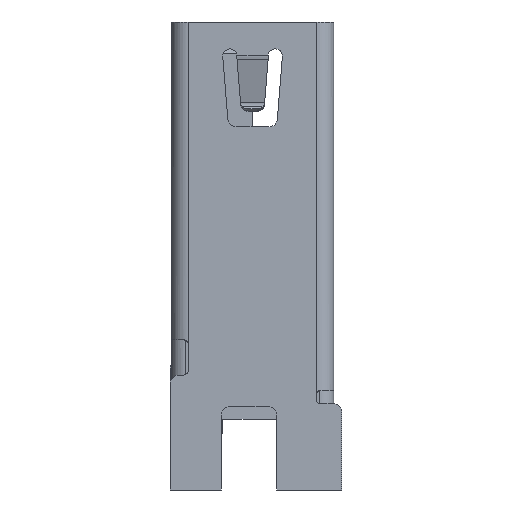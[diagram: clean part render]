
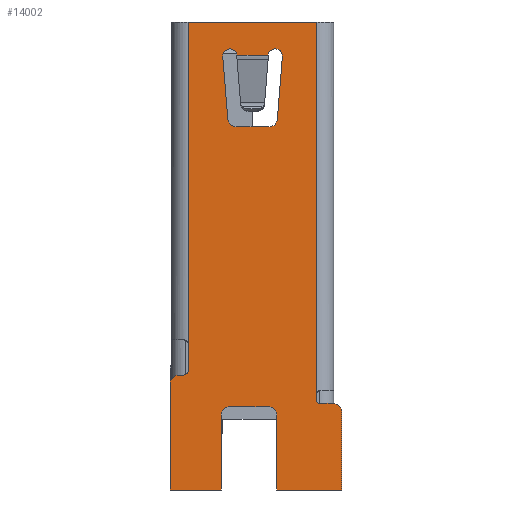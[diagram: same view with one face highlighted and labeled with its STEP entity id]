
A CAD part, left-side view. The second image highlights one B-rep face of the part: STEP entity #14002.
In plain terms, the highlighted planar face has unit normal (-1, 0, 0).
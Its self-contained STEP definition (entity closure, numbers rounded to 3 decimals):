
#1154=DIRECTION('',(0.,0.,-1.));
#1155=VECTOR('',#1154,2.75);
#1156=CARTESIAN_POINT('',(-6.55,-3.15,-13.75));
#1157=LINE('',#1156,#1155);
#1158=DIRECTION('',(0.,0.,1.));
#1159=VECTOR('',#1158,2.64);
#1160=CARTESIAN_POINT('',(-6.55,-0.85,-16.5));
#1161=LINE('',#1160,#1159);
#1162=CARTESIAN_POINT('',(-6.55,-0.55,-13.86));
#1163=DIRECTION('',(-1.,0.,0.));
#1164=DIRECTION('',(0.,-1.,0.));
#1165=AXIS2_PLACEMENT_3D('',#1162,#1163,#1164);
#1167=DIRECTION('',(0.,1.,0.));
#1168=VECTOR('',#1167,1.358);
#1169=CARTESIAN_POINT('',(-6.55,-0.55,-13.56));
#1170=LINE('',#1169,#1168);
#1171=CARTESIAN_POINT('',(-6.55,0.808,-13.86));
#1172=DIRECTION('',(-1.,0.,0.));
#1173=DIRECTION('',(0.,0.,1.));
#1174=AXIS2_PLACEMENT_3D('',#1171,#1172,#1173);
#1176=CARTESIAN_POINT('',(-6.55,2.608,-12.75));
#1177=DIRECTION('',(1.,0.,0.));
#1178=DIRECTION('',(0.,1.,0.));
#1179=AXIS2_PLACEMENT_3D('',#1176,#1177,#1178);
#1181=DIRECTION('',(0.,-1.,0.));
#1182=VECTOR('',#1181,0.148);
#1183=CARTESIAN_POINT('',(-6.55,2.608,-12.45));
#1184=LINE('',#1183,#1182);
#1185=CARTESIAN_POINT('',(-6.55,2.46,-12.25));
#1186=DIRECTION('',(-1.,0.,0.));
#1187=DIRECTION('',(0.,0.,-1.));
#1188=AXIS2_PLACEMENT_3D('',#1185,#1186,#1187);
#1190=DIRECTION('',(0.,0.,1.));
#1191=VECTOR('',#1190,0.85);
#1192=CARTESIAN_POINT('',(-6.55,2.26,-12.25));
#1193=LINE('',#1192,#1191);
#1194=DIRECTION('',(0.,-1.,0.));
#1195=VECTOR('',#1194,4.52);
#1196=CARTESIAN_POINT('',(-6.55,2.26,0.));
#1197=LINE('',#1196,#1195);
#1198=DIRECTION('',(0.,0.,-1.));
#1199=VECTOR('',#1198,13.1);
#1200=CARTESIAN_POINT('',(-6.55,-2.26,0.));
#1201=LINE('',#1200,#1199);
#1202=DIRECTION('',(0.,0.,-1.));
#1203=VECTOR('',#1202,0.25);
#1204=CARTESIAN_POINT('',(-6.55,-2.26,
-13.1));
#1205=LINE('',#1204,#1203);
#1206=CARTESIAN_POINT('',(-6.55,-2.36,-13.35));
#1207=DIRECTION('',(-1.,0.,0.));
#1208=DIRECTION('',(0.,1.,0.));
#1209=AXIS2_PLACEMENT_3D('',#1206,#1207,#1208);
#1211=DIRECTION('',(0.,-1.,0.));
#1212=VECTOR('',#1211,0.49);
#1213=CARTESIAN_POINT('',(-6.55,-2.36,-13.45));
#1214=LINE('',#1213,#1212);
#1215=CARTESIAN_POINT('',(-6.55,-2.85,-13.75));
#1216=DIRECTION('',(1.,0.,0.));
#1217=DIRECTION('',(0.,0.,1.));
#1218=AXIS2_PLACEMENT_3D('',#1215,#1216,#1217);
#1220=DIRECTION('',(0.,-0.08,-0.997));
#1221=VECTOR('',#1220,2.231);
#1222=CARTESIAN_POINT('',(-6.55,1.051,-1.2));
#1223=LINE('',#1222,#1221);
#1224=CARTESIAN_POINT('',(-6.55,0.573,-3.4));
#1225=DIRECTION('',(-1.,0.,0.));
#1226=DIRECTION('',(0.,0.997,-0.08));
#1227=AXIS2_PLACEMENT_3D('',#1224,#1225,#1226);
#1229=DIRECTION('',(0.,-1.,0.));
#1230=VECTOR('',#1229,0.7);
#1231=CARTESIAN_POINT('',(-6.55,0.35,-3.7));
#1232=LINE('',#1231,#1230);
#1233=CARTESIAN_POINT('',(-6.55,-0.573,-3.4));
#1234=DIRECTION('',(-1.,0.,0.));
#1235=DIRECTION('',(0.,0.,-1.));
#1236=AXIS2_PLACEMENT_3D('',#1233,#1234,#1235);
#1238=DIRECTION('',(0.,-0.08,0.997));
#1239=VECTOR('',#1238,2.231);
#1240=CARTESIAN_POINT('',(-6.55,-0.872,-3.424));
#1241=LINE('',#1240,#1239);
#1254=DIRECTION('',(0.,-1.,0.));
#1255=VECTOR('',#1254,2.3);
#1256=CARTESIAN_POINT('',(-6.55,-0.85,-16.5));
#1257=LINE('',#1256,#1255);
#1306=DIRECTION('',(0.,0.,1.));
#1307=VECTOR('',#1306,2.64);
#1308=CARTESIAN_POINT('',(-6.55,1.108,-16.5));
#1309=LINE('',#1308,#1307);
#1318=DIRECTION('',(0.,-1.,0.));
#1319=VECTOR('',#1318,1.8);
#1320=CARTESIAN_POINT('',(-6.55,2.908,-16.5));
#1321=LINE('',#1320,#1319);
#1322=DIRECTION('',(0.,0.,-1.));
#1323=VECTOR('',#1322,3.75);
#1324=CARTESIAN_POINT('',(-6.55,2.908,-12.75));
#1325=LINE('',#1324,#1323);
#6876=DIRECTION('',(0.,0.,-1.));
#6877=VECTOR('',#6876,11.4);
#6878=CARTESIAN_POINT('',(-6.55,2.26,0.));
#6879=LINE('',#6878,#6877);
#6880=CARTESIAN_POINT('',(-6.55,2.26,
-11.4));
#8808=CARTESIAN_POINT('',(-6.55,-0.801,-1.2));
#8809=DIRECTION('',(1.,0.,0.));
#8810=DIRECTION('',(0.,0.989,0.146));
#8811=AXIS2_PLACEMENT_3D('',#8808,#8809,#8810);
#9238=DIRECTION('',(0.,-1.,0.));
#9239=VECTOR('',#9238,1.108);
#9240=CARTESIAN_POINT('',(-6.55,0.554,
-1.163));
#9241=LINE('',#9240,#9239);
#9249=CARTESIAN_POINT('',(-6.55,0.801,-1.2));
#9250=DIRECTION('',(1.,0.,0.));
#9251=DIRECTION('',(0.,1.,0.));
#9252=AXIS2_PLACEMENT_3D('',#9249,#9250,#9251);
#9271=DIRECTION('',(0.,1.,0.));
#9272=VECTOR('',#9271,0.223);
#9273=CARTESIAN_POINT('',(-6.55,0.35,-3.7));
#9274=LINE('',#9273,#9272);
#9283=DIRECTION('',(0.,1.,0.));
#9284=VECTOR('',#9283,0.223);
#9285=CARTESIAN_POINT('',(-6.55,-0.573,-3.7));
#9286=LINE('',#9285,#9284);
#10623=VERTEX_POINT('',#6880);
#10893=CARTESIAN_POINT('',(-6.55,1.051,-1.2));
#10894=CARTESIAN_POINT('',(-6.55,0.872,-3.424));
#10895=VERTEX_POINT('',#10893);
#10896=VERTEX_POINT('',#10894);
#10897=CARTESIAN_POINT('',(-6.55,0.573,-3.7));
#10898=VERTEX_POINT('',#10897);
#10899=CARTESIAN_POINT('',(-6.55,0.35,-3.7));
#10900=VERTEX_POINT('',#10899);
#10901=CARTESIAN_POINT('',(-6.55,-0.35,-3.7));
#10902=VERTEX_POINT('',#10901);
#10903=CARTESIAN_POINT('',(-6.55,-0.573,-3.7));
#10904=VERTEX_POINT('',#10903);
#10905=CARTESIAN_POINT('',(-6.55,-0.872,-3.424));
#10906=VERTEX_POINT('',#10905);
#10907=CARTESIAN_POINT('',(-6.55,-1.051,-1.2));
#10908=VERTEX_POINT('',#10907);
#12566=CARTESIAN_POINT('',(-6.55,-2.26,0.));
#12568=VERTEX_POINT('',#12566);
#12570=CARTESIAN_POINT('',(-6.55,-2.26,
-13.1));
#12572=VERTEX_POINT('',#12570);
#12581=CARTESIAN_POINT('',(-6.55,-2.26,-13.35));
#12583=VERTEX_POINT('',#12581);
#12638=CARTESIAN_POINT('',(-6.55,2.26,-12.25));
#12640=VERTEX_POINT('',#12638);
#12641=CARTESIAN_POINT('',(-6.55,2.46,-12.45));
#12642=VERTEX_POINT('',#12641);
#12645=CARTESIAN_POINT('',(-6.55,-2.85,-13.45));
#12646=CARTESIAN_POINT('',(-6.55,-3.15,-13.75));
#12647=VERTEX_POINT('',#12645);
#12648=VERTEX_POINT('',#12646);
#12649=CARTESIAN_POINT('',(-6.55,-0.85,-13.86));
#12650=CARTESIAN_POINT('',(-6.55,-0.55,-13.56));
#12651=VERTEX_POINT('',#12649);
#12652=VERTEX_POINT('',#12650);
#12653=CARTESIAN_POINT('',(-6.55,0.808,-13.56));
#12654=VERTEX_POINT('',#12653);
#12655=CARTESIAN_POINT('',(-6.55,1.108,-13.86));
#12656=VERTEX_POINT('',#12655);
#12657=CARTESIAN_POINT('',(-6.55,2.908,-12.75));
#12658=CARTESIAN_POINT('',(-6.55,2.608,-12.45));
#12659=VERTEX_POINT('',#12657);
#12660=VERTEX_POINT('',#12658);
#12661=CARTESIAN_POINT('',(-6.55,2.26,0.));
#12662=VERTEX_POINT('',#12661);
#12663=CARTESIAN_POINT('',(-6.55,-2.36,-13.45));
#12664=VERTEX_POINT('',#12663);
#12746=CARTESIAN_POINT('',(-6.55,-3.15,-16.5));
#12748=VERTEX_POINT('',#12746);
#12755=CARTESIAN_POINT('',(-6.55,-0.85,-16.5));
#12756=VERTEX_POINT('',#12755);
#12757=CARTESIAN_POINT('',(-6.55,2.908,-16.5));
#12758=CARTESIAN_POINT('',(-6.55,1.108,-16.5));
#12759=VERTEX_POINT('',#12757);
#12760=VERTEX_POINT('',#12758);
#12853=CARTESIAN_POINT('',(-6.55,0.554,
-1.163));
#12854=CARTESIAN_POINT('',(-6.55,-0.554,
-1.163));
#12855=VERTEX_POINT('',#12853);
#12856=VERTEX_POINT('',#12854);
#13935=CARTESIAN_POINT('',(-6.55,2.56,-14.));
#13936=DIRECTION('',(1.,0.,0.));
#13937=DIRECTION('',(0.,-1.,0.));
#13938=AXIS2_PLACEMENT_3D('',#13935,#13936,#13937);
#13939=PLANE('',#13938);
#13941=ORIENTED_EDGE('',*,*,#13940,.T.);
#13943=ORIENTED_EDGE('',*,*,#13942,.F.);
#13944=ORIENTED_EDGE('',*,*,#13925,.T.);
#13946=ORIENTED_EDGE('',*,*,#13945,.T.);
#13948=ORIENTED_EDGE('',*,*,#13947,.T.);
#13950=ORIENTED_EDGE('',*,*,#13949,.T.);
#13952=ORIENTED_EDGE('',*,*,#13951,.F.);
#13954=ORIENTED_EDGE('',*,*,#13953,.F.);
#13956=ORIENTED_EDGE('',*,*,#13955,.F.);
#13958=ORIENTED_EDGE('',*,*,#13957,.T.);
#13960=ORIENTED_EDGE('',*,*,#13959,.T.);
#13962=ORIENTED_EDGE('',*,*,#13961,.T.);
#13964=ORIENTED_EDGE('',*,*,#13963,.T.);
#13966=ORIENTED_EDGE('',*,*,#13965,.F.);
#13968=ORIENTED_EDGE('',*,*,#13967,.T.);
#13970=ORIENTED_EDGE('',*,*,#13969,.T.);
#13971=ORIENTED_EDGE('',*,*,#13843,.T.);
#13973=ORIENTED_EDGE('',*,*,#13972,.T.);
#13975=ORIENTED_EDGE('',*,*,#13974,.T.);
#13977=ORIENTED_EDGE('',*,*,#13976,.T.);
#13978=EDGE_LOOP('',(#13941,#13943,#13944,#13946,#13948,#13950,#13952,#13954,
#13956,#13958,#13960,#13962,#13964,#13966,#13968,#13970,#13971,#13973,#13975,
#13977));
#13979=FACE_OUTER_BOUND('',#13978,.F.);
#13981=ORIENTED_EDGE('',*,*,#13980,.F.);
#13983=ORIENTED_EDGE('',*,*,#13982,.F.);
#13985=ORIENTED_EDGE('',*,*,#13984,.F.);
#13987=ORIENTED_EDGE('',*,*,#13986,.T.);
#13989=ORIENTED_EDGE('',*,*,#13988,.T.);
#13991=ORIENTED_EDGE('',*,*,#13990,.F.);
#13993=ORIENTED_EDGE('',*,*,#13992,.T.);
#13995=ORIENTED_EDGE('',*,*,#13994,.F.);
#13997=ORIENTED_EDGE('',*,*,#13996,.T.);
#13999=ORIENTED_EDGE('',*,*,#13998,.T.);
#14000=EDGE_LOOP('',(#13981,#13983,#13985,#13987,#13989,#13991,#13993,#13995,
#13997,#13999));
#14001=FACE_BOUND('',#14000,.F.);
#1166=CIRCLE('',#1165,0.3);
#1175=CIRCLE('',#1174,0.3);
#1180=CIRCLE('',#1179,0.3);
#1189=CIRCLE('',#1188,0.2);
#1210=CIRCLE('',#1209,0.1);
#1219=CIRCLE('',#1218,0.3);
#1228=CIRCLE('',#1227,0.3);
#1237=CIRCLE('',#1236,0.3);
#8812=CIRCLE('',#8811,0.25);
#9253=CIRCLE('',#9252,0.25);
#13843=EDGE_CURVE('',#12572,#12583,#1205,.T.);
#13925=EDGE_CURVE('',#12756,#12651,#1161,.T.);
#13940=EDGE_CURVE('',#12648,#12748,#1157,.T.);
#13942=EDGE_CURVE('',#12756,#12748,#1257,.T.);
#13945=EDGE_CURVE('',#12651,#12652,#1166,.T.);
#13947=EDGE_CURVE('',#12652,#12654,#1170,.T.);
#13949=EDGE_CURVE('',#12654,#12656,#1175,.T.);
#13951=EDGE_CURVE('',#12760,#12656,#1309,.T.);
#13953=EDGE_CURVE('',#12759,#12760,#1321,.T.);
#13955=EDGE_CURVE('',#12659,#12759,#1325,.T.);
#13957=EDGE_CURVE('',#12659,#12660,#1180,.T.);
#13959=EDGE_CURVE('',#12660,#12642,#1184,.T.);
#13961=EDGE_CURVE('',#12642,#12640,#1189,.T.);
#13963=EDGE_CURVE('',#12640,#10623,#1193,.T.);
#13965=EDGE_CURVE('',#12662,#10623,#6879,.T.);
#13967=EDGE_CURVE('',#12662,#12568,#1197,.T.);
#13969=EDGE_CURVE('',#12568,#12572,#1201,.T.);
#13972=EDGE_CURVE('',#12583,#12664,#1210,.T.);
#13974=EDGE_CURVE('',#12664,#12647,#1214,.T.);
#13976=EDGE_CURVE('',#12647,#12648,#1219,.T.);
#13980=EDGE_CURVE('',#12856,#10908,#8812,.T.);
#13982=EDGE_CURVE('',#12855,#12856,#9241,.T.);
#13984=EDGE_CURVE('',#10895,#12855,#9253,.T.);
#13986=EDGE_CURVE('',#10895,#10896,#1223,.T.);
#13988=EDGE_CURVE('',#10896,#10898,#1228,.T.);
#13990=EDGE_CURVE('',#10900,#10898,#9274,.T.);
#13992=EDGE_CURVE('',#10900,#10902,#1232,.T.);
#13994=EDGE_CURVE('',#10904,#10902,#9286,.T.);
#13996=EDGE_CURVE('',#10904,#10906,#1237,.T.);
#13998=EDGE_CURVE('',#10906,#10908,#1241,.T.);
#14002=ADVANCED_FACE('',(#13979,#14001),#13939,.F.);
